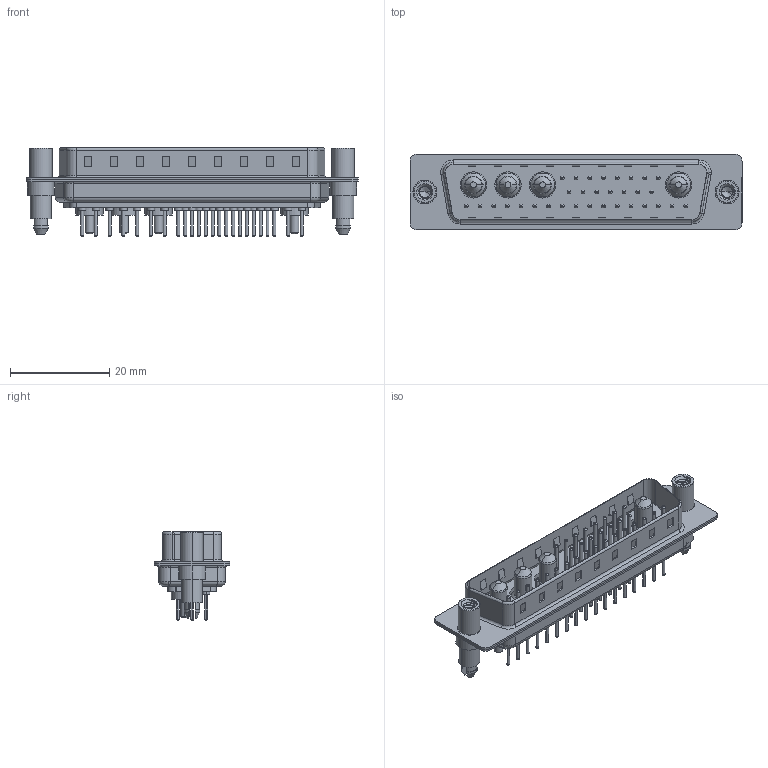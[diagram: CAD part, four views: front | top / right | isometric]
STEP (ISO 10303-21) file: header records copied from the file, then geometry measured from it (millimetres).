
FILE_DESCRIPTION (( 'STEP AP203' ), '1' );
FILE_NAME ('627-36W4624-1T6.STEP', '2019-06-19T07:51:17', ( '' ), ( '' ), 'SwSTEP 2.0', 'SolidWorks 2016', '' );
FILE_SCHEMA (( 'CONFIG_CONTROL_DESIGN' ));
Length unit declared in the file: millimetre
Products named in the file (9): 627Combo Threaded Standoff and Boardlock_6; Power Pin_10A S; 627Combo Contact Row 1_24; 627Combo Shell Front_50 Contacts; 627Combo Contact Row 2_24; 627Combo Contact Row 3_24; 627-36W4624-1T6; 627Combo Housing_36W4; 627Combo Shell Rear_50 Contacts
Assembly tree (41 placements, depth 2):
  627-36W4624-1T6
    627Combo Housing_36W4
    627Combo Shell Rear_50 Contacts
    627Combo Shell Front_50 Contacts
    627Combo Threaded Standoff and Boardlock_6  x2
    Power Pin_10A S  x4
    627Combo Contact Row 1_24  x8
    627Combo Contact Row 2_24  x7
    627Combo Contact Row 3_24  x17
Bounding box: 67 x 15.3 x 17.9 mm (x, y, z)
Volume: 5085.6 mm3; surface area: 11156.8 mm2
Topology: 45 solids, 45 shells, 1808 faces, 3893 edges, 2364 vertices
Faces by surface type: cylinder 693, torus 570, plane 485, cone 46, bspline 14
Entity records: 26622 total; most frequent: CARTESIAN_POINT 5222, DIRECTION 4432, ORIENTED_EDGE 3802, EDGE_CURVE 1901, AXIS2_PLACEMENT_3D 1757, VERTEX_POINT 1211, EDGE_LOOP 1018, VECTOR 918
